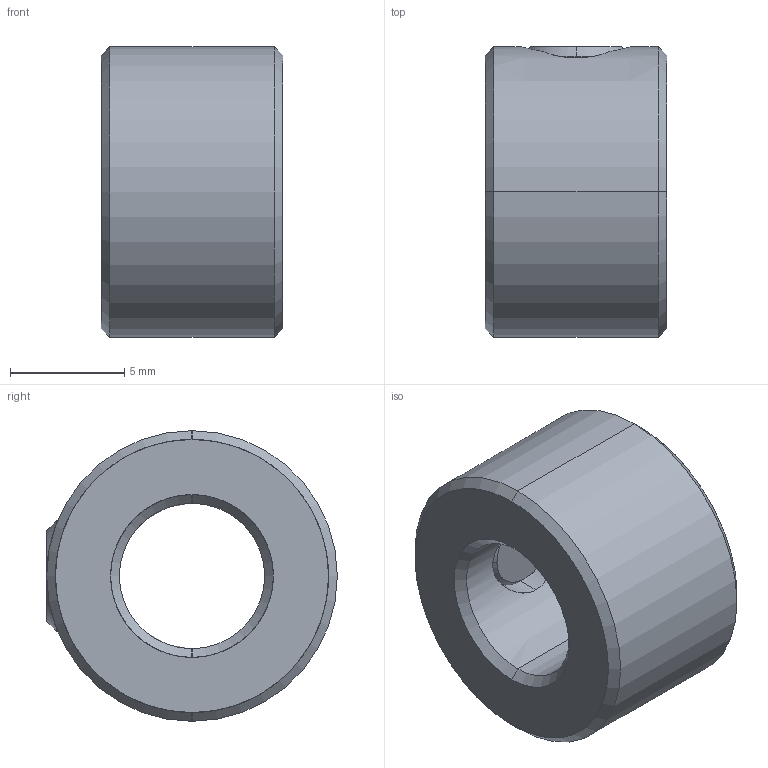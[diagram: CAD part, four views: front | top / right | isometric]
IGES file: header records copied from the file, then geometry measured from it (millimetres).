
Start section: SolidWorks IGES file using analytic representation for surfaces
Global section: file name: B0026H63GK.3D.IGS; native system: SolidWorks 2008; preprocessor: SolidWorks 2008; author: AE11; date: 130103.145556; units: millimetre
Bounding box: 7.95 x 12.7 x 12.7 mm (x, y, z)
Surface area: 653.5 mm2 (no closed solid volume)
Topology: 0 solids, 0 shells, 33 faces, 452 edges, 452 vertices
Faces by surface type: revolution 22, bspline 11
